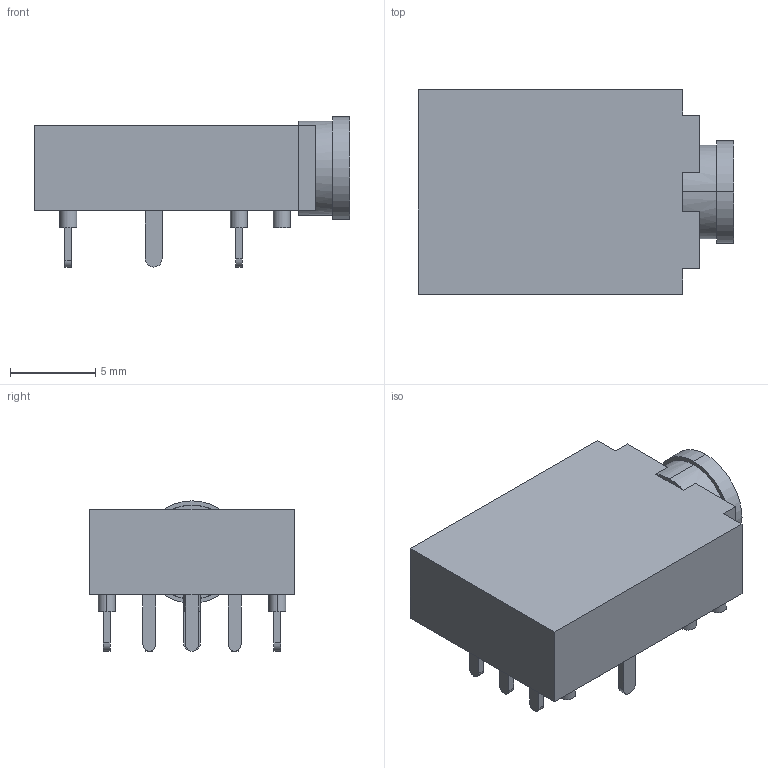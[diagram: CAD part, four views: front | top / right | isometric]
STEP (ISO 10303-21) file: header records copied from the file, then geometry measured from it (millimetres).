
FILE_DESCRIPTION (( 'STEP AP214' ), '1' );
FILE_NAME ('CUI_DEVICES_SJ-3568N.step', '2020-10-05T14:53:34', ( '' ), ( '' ), 'SwSTEP 2.0', 'SolidWorks 2020', '' );
FILE_SCHEMA (( 'AUTOMOTIVE_DESIGN' ));
Length unit declared in the file: inch
Products named in the file (1): CUI_DEVICES_SJ-3568N
Bounding box: 18.5 x 12 x 8.8 mm (x, y, z)
Volume: 1022.2 mm3; surface area: 897.3 mm2
Topology: 3 solids, 3 shells, 96 faces, 222 edges, 148 vertices
Faces by surface type: plane 66, cylinder 30
Entity records: 3351 total; most frequent: DIRECTION 480, CARTESIAN_POINT 467, ORIENTED_EDGE 444, EDGE_CURVE 222, AXIS2_PLACEMENT_3D 161, VECTOR 158, LINE 158, VERTEX_POINT 148
